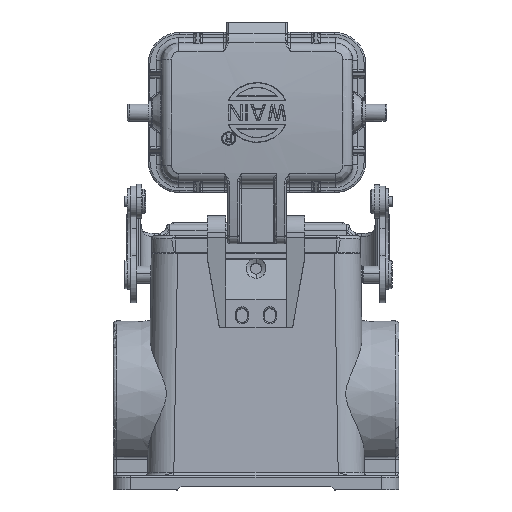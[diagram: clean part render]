
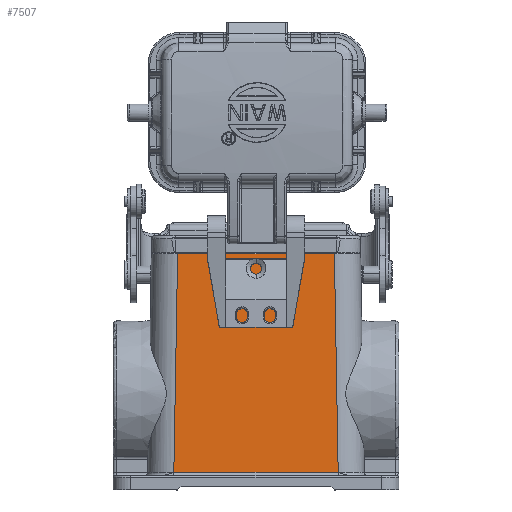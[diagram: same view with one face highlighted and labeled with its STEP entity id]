
A CAD part, top view. The second image highlights one B-rep face of the part: STEP entity #7507.
In plain terms, the highlighted free-form (B-spline) face has degree [3, 3] with [4, 4] control points.
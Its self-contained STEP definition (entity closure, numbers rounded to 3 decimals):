
#78=B_SPLINE_SURFACE_WITH_KNOTS('',3,3,((#65509,#65510,#65511,#65512),(#65513,
#65514,#65515,#65516),(#65517,#65518,#65519,#65520),(#65521,#65522,#65523,
#65524)),.UNSPECIFIED.,.F.,.F.,.F.,(4,4),(4,4),(0.,1.),(0.,1.),
 .UNSPECIFIED.);
#3831=LINE('',#65499,#5674);
#3832=LINE('',#65502,#5675);
#3833=LINE('',#65504,#5676);
#3834=LINE('',#65506,#5677);
#3835=LINE('',#65508,#5678);
#5674=VECTOR('',#41586,1.);
#5675=VECTOR('',#41587,1.);
#5676=VECTOR('',#41588,1.);
#5677=VECTOR('',#41589,1.);
#5678=VECTOR('',#41590,1.);
#7507=ADVANCED_FACE('',(#9469),#78,.T.);
#9469=FACE_OUTER_BOUND('',#11431,.T.);
#11431=EDGE_LOOP('',(#21801,#21802,#21803,#21804,#21805));
#21801=ORIENTED_EDGE('',*,*,#29563,.T.);
#21802=ORIENTED_EDGE('',*,*,#29564,.T.);
#21803=ORIENTED_EDGE('',*,*,#29565,.T.);
#21804=ORIENTED_EDGE('',*,*,#29566,.T.);
#21805=ORIENTED_EDGE('',*,*,#29567,.T.);
#24833=VERTEX_POINT('',#65500);
#24834=VERTEX_POINT('',#65501);
#24835=VERTEX_POINT('',#65503);
#24836=VERTEX_POINT('',#65505);
#24837=VERTEX_POINT('',#65507);
#29563=EDGE_CURVE('',#24833,#24834,#3831,.T.);
#29564=EDGE_CURVE('',#24834,#24835,#3832,.T.);
#29565=EDGE_CURVE('',#24835,#24836,#3833,.T.);
#29566=EDGE_CURVE('',#24836,#24837,#3834,.T.);
#29567=EDGE_CURVE('',#24837,#24833,#3835,.T.);
#41586=DIRECTION('',(1.,0.,0.));
#41587=DIRECTION('',(-0.017,1.,-0.017));
#41588=DIRECTION('',(-1.,0.,0.));
#41589=DIRECTION('',(-1.,0.,0.));
#41590=DIRECTION('',(-0.017,-1.,0.017));
#65499=CARTESIAN_POINT('',(-23.601,4.983,22.6));
#65500=CARTESIAN_POINT('',(-23.601,4.983,22.6));
#65501=CARTESIAN_POINT('',(23.601,4.981,22.6));
#65502=CARTESIAN_POINT('',(23.601,4.981,22.6));
#65503=CARTESIAN_POINT('',(22.506,67.707,21.505));
#65504=CARTESIAN_POINT('',(22.506,67.707,21.505));
#65505=CARTESIAN_POINT('',(0.,67.707,21.505));
#65506=CARTESIAN_POINT('',(0.,67.707,21.505));
#65507=CARTESIAN_POINT('',(-22.506,67.707,21.505));
#65508=CARTESIAN_POINT('',(-22.506,67.707,21.505));
#65509=CARTESIAN_POINT('',(58.308,26.087,22.232));
#65510=CARTESIAN_POINT('',(36.436,9.723,22.517));
#65511=CARTESIAN_POINT('',(14.565,-6.641,22.803));
#65512=CARTESIAN_POINT('',(-7.307,-23.005,23.089));
#65513=CARTESIAN_POINT('',(41.205,48.939,21.833));
#65514=CARTESIAN_POINT('',(19.333,32.575,22.118));
#65515=CARTESIAN_POINT('',(-2.538,16.211,22.404));
#65516=CARTESIAN_POINT('',(-24.41,-0.153,22.69));
#65517=CARTESIAN_POINT('',(24.102,71.792,21.434));
#65518=CARTESIAN_POINT('',(2.23,55.427,21.719));
#65519=CARTESIAN_POINT('',(-19.641,39.063,22.005));
#65520=CARTESIAN_POINT('',(-41.513,22.699,22.291));
#65521=CARTESIAN_POINT('',(6.999,94.644,21.035));
#65522=CARTESIAN_POINT('',(-14.873,78.28,21.321));
#65523=CARTESIAN_POINT('',(-36.744,61.916,21.606));
#65524=CARTESIAN_POINT('',(-58.616,45.552,21.892));
